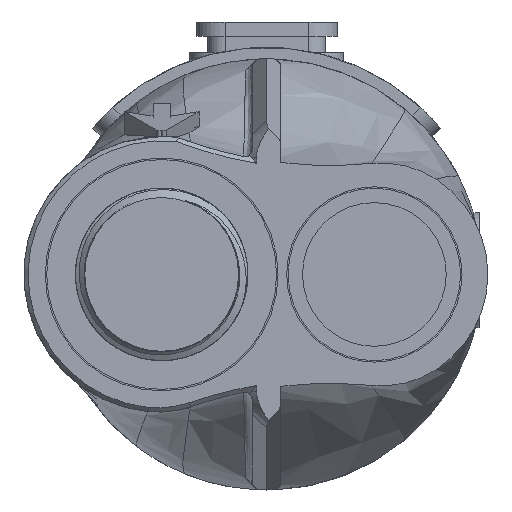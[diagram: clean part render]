
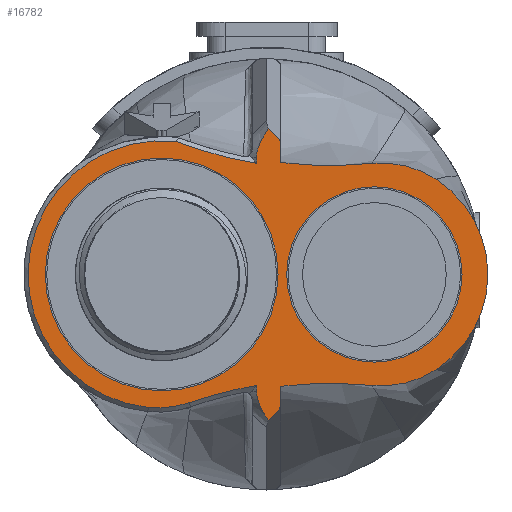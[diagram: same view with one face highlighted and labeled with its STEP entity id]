
A CAD part, front view. The second image highlights one B-rep face of the part: STEP entity #16782.
In plain terms, the highlighted planar face has unit normal (0, -1, 0).
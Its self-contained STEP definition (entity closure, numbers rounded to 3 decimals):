
#57=(
BOUNDED_CURVE()
B_SPLINE_CURVE(2,(#41259,#41260,#41261),.UNSPECIFIED.,.F.,.F.)
B_SPLINE_CURVE_WITH_KNOTS((3,3),(0.355,0.624),
 .UNSPECIFIED.)
CURVE()
GEOMETRIC_REPRESENTATION_ITEM()
RATIONAL_B_SPLINE_CURVE((1.425,1.425,1.18))
REPRESENTATION_ITEM('')
);
#59=(
BOUNDED_CURVE()
B_SPLINE_CURVE(2,(#41329,#41330,#41331),.UNSPECIFIED.,.F.,.F.)
B_SPLINE_CURVE_WITH_KNOTS((3,3),(0.085,0.355),
 .UNSPECIFIED.)
CURVE()
GEOMETRIC_REPRESENTATION_ITEM()
RATIONAL_B_SPLINE_CURVE((1.18,1.425,1.425))
REPRESENTATION_ITEM('')
);
#70=FACE_BOUND('',#2666,.T.);
#71=FACE_BOUND('',#2667,.T.);
#724=PLANE('',#18951);
#1675=FACE_OUTER_BOUND('',#2665,.T.);
#2665=EDGE_LOOP('',(#15152,#15153,#15154,#15155,#15156,#15157,#15158,#15159,
#15160,#15161,#15162,#15163,#15164,#15165,#15166,#15167,#15168));
#2666=EDGE_LOOP('',(#15169));
#2667=EDGE_LOOP('',(#15170));
#3547=CIRCLE('',#18915,8.1);
#3548=CIRCLE('',#18917,6.1);
#3549=CIRCLE('',#18919,30.3);
#3552=CIRCLE('',#18923,30.);
#3553=CIRCLE('',#18925,7.);
#3555=CIRCLE('',#18928,7.9);
#3557=CIRCLE('',#18931,7.);
#3559=CIRCLE('',#18934,30.);
#3568=CIRCLE('',#18952,30.3);
#3569=CIRCLE('',#18953,9.3);
#3570=CIRCLE('',#18954,6.7);
#4928=LINE('',#40951,#6324);
#4940=LINE('',#41151,#6336);
#4948=LINE('',#41283,#6344);
#4954=LINE('',#41337,#6350);
#4955=LINE('',#41339,#6351);
#4956=LINE('',#41345,#6352);
#6324=VECTOR('',#24051,10.);
#6336=VECTOR('',#24111,10.);
#6344=VECTOR('',#24135,10.);
#6350=VECTOR('',#24151,10.);
#6351=VECTOR('',#24154,10.);
#6352=VECTOR('',#24161,10.);
#7930=VERTEX_POINT('',#40944);
#7932=VERTEX_POINT('',#40949);
#7933=VERTEX_POINT('',#40953);
#7934=VERTEX_POINT('',#40957);
#7935=VERTEX_POINT('',#40961);
#7941=VERTEX_POINT('',#40986);
#7942=VERTEX_POINT('',#40988);
#7947=VERTEX_POINT('',#41108);
#7949=VERTEX_POINT('',#41114);
#7951=VERTEX_POINT('',#41120);
#7953=VERTEX_POINT('',#41126);
#7958=VERTEX_POINT('',#41149);
#7968=VERTEX_POINT('',#41255);
#7970=VERTEX_POINT('',#41265);
#7980=VERTEX_POINT('',#41306);
#7983=VERTEX_POINT('',#41327);
#7984=VERTEX_POINT('',#41333);
#7985=VERTEX_POINT('',#41340);
#7986=VERTEX_POINT('',#41342);
#10559=EDGE_CURVE('',#7932,#7930,#4928,.T.);
#10560=EDGE_CURVE('',#7933,#7933,#3547,.T.);
#10562=EDGE_CURVE('',#7934,#7934,#3548,.T.);
#10564=EDGE_CURVE('',#7930,#7935,#3549,.T.);
#10571=EDGE_CURVE('',#7942,#7941,#3552,.T.);
#10577=EDGE_CURVE('',#7941,#7947,#3553,.T.);
#10580=EDGE_CURVE('',#7947,#7949,#3555,.T.);
#10583=EDGE_CURVE('',#7949,#7951,#3557,.T.);
#10586=EDGE_CURVE('',#7951,#7953,#3559,.T.);
#10593=EDGE_CURVE('',#7958,#7953,#4940,.T.);
#10606=EDGE_CURVE('',#7932,#7968,#57,.T.);
#10612=EDGE_CURVE('',#7942,#7970,#4948,.T.);
#10624=EDGE_CURVE('',#7983,#7980,#59,.F.);
#10626=EDGE_CURVE('',#7984,#7983,#4954,.T.);
#10627=EDGE_CURVE('',#7958,#7980,#4955,.T.);
#10628=EDGE_CURVE('',#7985,#7984,#3568,.T.);
#10629=EDGE_CURVE('',#7986,#7985,#3569,.T.);
#10630=EDGE_CURVE('',#7935,#7986,#3570,.T.);
#10631=EDGE_CURVE('',#7968,#7970,#4956,.T.);
#15152=ORIENTED_EDGE('',*,*,#10571,.T.);
#15153=ORIENTED_EDGE('',*,*,#10577,.T.);
#15154=ORIENTED_EDGE('',*,*,#10580,.T.);
#15155=ORIENTED_EDGE('',*,*,#10583,.T.);
#15156=ORIENTED_EDGE('',*,*,#10586,.T.);
#15157=ORIENTED_EDGE('',*,*,#10593,.F.);
#15158=ORIENTED_EDGE('',*,*,#10627,.T.);
#15159=ORIENTED_EDGE('',*,*,#10624,.F.);
#15160=ORIENTED_EDGE('',*,*,#10626,.F.);
#15161=ORIENTED_EDGE('',*,*,#10628,.F.);
#15162=ORIENTED_EDGE('',*,*,#10629,.F.);
#15163=ORIENTED_EDGE('',*,*,#10630,.F.);
#15164=ORIENTED_EDGE('',*,*,#10564,.F.);
#15165=ORIENTED_EDGE('',*,*,#10559,.F.);
#15166=ORIENTED_EDGE('',*,*,#10606,.T.);
#15167=ORIENTED_EDGE('',*,*,#10631,.T.);
#15168=ORIENTED_EDGE('',*,*,#10612,.F.);
#15169=ORIENTED_EDGE('',*,*,#10562,.F.);
#15170=ORIENTED_EDGE('',*,*,#10560,.T.);
#16782=ADVANCED_FACE('',(#1675,#70,#71),#724,.T.);
#18915=AXIS2_PLACEMENT_3D('',#40954,#24054,#24055);
#18917=AXIS2_PLACEMENT_3D('',#40958,#24059,#24060);
#18919=AXIS2_PLACEMENT_3D('',#40962,#24064,#24065);
#18923=AXIS2_PLACEMENT_3D('',#40989,#24074,#24075);
#18925=AXIS2_PLACEMENT_3D('',#41109,#24079,#24080);
#18928=AXIS2_PLACEMENT_3D('',#41115,#24086,#24087);
#18931=AXIS2_PLACEMENT_3D('',#41121,#24093,#24094);
#18934=AXIS2_PLACEMENT_3D('',#41127,#24100,#24101);
#18951=AXIS2_PLACEMENT_3D('',#41338,#24152,#24153);
#18952=AXIS2_PLACEMENT_3D('',#41341,#24155,#24156);
#18953=AXIS2_PLACEMENT_3D('',#41343,#24157,#24158);
#18954=AXIS2_PLACEMENT_3D('',#41344,#24159,#24160);
#24051=DIRECTION('',(0.,0.,1.));
#24054=DIRECTION('center_axis',(0.,1.,0.));
#24055=DIRECTION('ref_axis',(0.,0.,-1.));
#24059=DIRECTION('center_axis',(0.,-1.,0.));
#24060=DIRECTION('ref_axis',(0.,0.,-1.));
#24064=DIRECTION('center_axis',(0.,-1.,0.));
#24065=DIRECTION('ref_axis',(0.096,0.,0.995));
#24074=DIRECTION('center_axis',(0.,1.,0.));
#24075=DIRECTION('ref_axis',(-0.096,0.,-0.995));
#24079=DIRECTION('center_axis',(0.,-1.,0.));
#24080=DIRECTION('ref_axis',(-0.096,0.,-0.995));
#24086=DIRECTION('center_axis',(0.,-1.,0.));
#24087=DIRECTION('ref_axis',(0.544,0.,-0.839));
#24093=DIRECTION('center_axis',(0.,-1.,0.));
#24094=DIRECTION('ref_axis',(0.544,0.,0.839));
#24100=DIRECTION('center_axis',(0.,1.,0.));
#24101=DIRECTION('ref_axis',(0.324,0.,0.946));
#24111=DIRECTION('',(0.,0.,-1.));
#24135=DIRECTION('',(0.,0.,-1.));
#24151=DIRECTION('',(0.,0.,1.));
#24152=DIRECTION('center_axis',(0.,-1.,0.));
#24153=DIRECTION('ref_axis',(-1.,0.,0.));
#24154=DIRECTION('',(-0.685,0.,0.729));
#24155=DIRECTION('center_axis',(0.,-1.,0.));
#24156=DIRECTION('ref_axis',(-0.324,0.,-0.946));
#24157=DIRECTION('center_axis',(0.,1.,0.));
#24158=DIRECTION('ref_axis',(-0.1,0.,
0.995));
#24159=DIRECTION('center_axis',(0.,1.,0.));
#24160=DIRECTION('ref_axis',(-0.1,0.,-0.995));
#24161=DIRECTION('',(0.685,0.,0.729));
#40944=CARTESIAN_POINT('',(-0.7,-52.5,15.875));
#40949=CARTESIAN_POINT('',(-0.7,-52.5,15.46));
#40951=CARTESIAN_POINT('',(-0.7,-52.5,16.1));
#40953=CARTESIAN_POINT('',(-7.3,-52.5,31.7));
#40954=CARTESIAN_POINT('Origin',(-7.3,-52.5,23.6));
#40957=CARTESIAN_POINT('',(7.5,-52.5,29.7));
#40958=CARTESIAN_POINT('Origin',(7.5,-52.5,23.6));
#40961=CARTESIAN_POINT('',(-5.386,-52.5,14.676));
#40962=CARTESIAN_POINT('Origin',(4.446,-52.5,-13.985));
#40986=CARTESIAN_POINT('',(7.319,-52.5,15.877));
#40988=CARTESIAN_POINT('',(1.,-52.5,15.816));
#40989=CARTESIAN_POINT('Origin',(4.446,-52.5,-13.985));
#41108=CARTESIAN_POINT('',(11.799,-52.5,16.972));
#41109=CARTESIAN_POINT('Origin',(7.99,-52.5,22.845));
#41114=CARTESIAN_POINT('',(11.799,-52.5,30.228));
#41115=CARTESIAN_POINT('Origin',(7.5,-52.5,23.6));
#41120=CARTESIAN_POINT('',(7.319,-52.5,31.323));
#41121=CARTESIAN_POINT('Origin',(7.99,-52.5,24.355));
#41126=CARTESIAN_POINT('',(1.,-52.5,31.384));
#41127=CARTESIAN_POINT('Origin',(4.446,-52.5,61.185));
#41149=CARTESIAN_POINT('',(1.,-52.5,32.821));
#41151=CARTESIAN_POINT('',(1.,-52.5,16.1));
#41255=CARTESIAN_POINT('',(0.132,-52.5,13.455));
#41259=CARTESIAN_POINT('Ctrl Pts',(-0.7,-52.5,
15.46));
#41260=CARTESIAN_POINT('Ctrl Pts',(-0.7,-52.5,
14.63));
#41261=CARTESIAN_POINT('Ctrl Pts',(0.132,-52.5,
13.455));
#41265=CARTESIAN_POINT('',(1.,-52.5,14.379));
#41283=CARTESIAN_POINT('',(1.,-52.5,16.1));
#41306=CARTESIAN_POINT('',(0.132,-52.5,33.745));
#41327=CARTESIAN_POINT('',(-0.7,-52.5,31.74));
#41329=CARTESIAN_POINT('Ctrl Pts',(0.132,-52.5,
33.745));
#41330=CARTESIAN_POINT('Ctrl Pts',(-0.7,-52.5,
32.57));
#41331=CARTESIAN_POINT('Ctrl Pts',(-0.7,-52.5,
31.74));
#41333=CARTESIAN_POINT('',(-0.7,-52.5,31.325));
#41337=CARTESIAN_POINT('',(-0.7,-52.5,31.1));
#41338=CARTESIAN_POINT('Origin',(-0.75,-52.5,23.6));
#41339=CARTESIAN_POINT('',(1.488,-52.5,32.301));
#41340=CARTESIAN_POINT('',(-6.268,-52.5,32.843));
#41341=CARTESIAN_POINT('Origin',(4.446,-52.5,61.185));
#41342=CARTESIAN_POINT('',(-8.229,-52.5,14.347));
#41343=CARTESIAN_POINT('Origin',(-7.3,-52.5,23.6));
#41344=CARTESIAN_POINT('Origin',(-7.56,-52.5,21.013));
#41345=CARTESIAN_POINT('',(2.391,-52.5,15.859));
